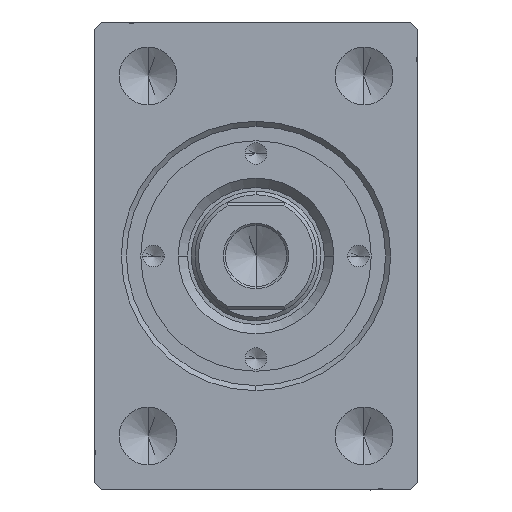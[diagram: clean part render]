
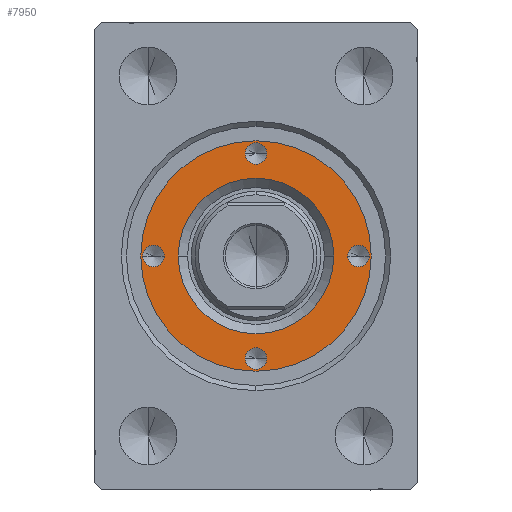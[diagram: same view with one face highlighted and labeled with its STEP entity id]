
A CAD part, left-side view. The second image highlights one B-rep face of the part: STEP entity #7950.
In plain terms, the highlighted face is planar.
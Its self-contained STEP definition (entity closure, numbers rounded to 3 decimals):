
#347 = ORIENTED_EDGE ( 'NONE', *, *, #12661, .F. ) ;
#712 = DIRECTION ( 'NONE',  ( 0., 0., 1. ) ) ;
#1315 = CIRCLE ( 'NONE', #37698, 16. ) ;
#1957 = ORIENTED_EDGE ( 'NONE', *, *, #29007, .F. ) ;
#1976 = DIRECTION ( 'NONE',  ( 0., 0., 1. ) ) ;
#2143 = CARTESIAN_POINT ( 'NONE',  ( 14.25, 0., 7. ) ) ;
#2145 = AXIS2_PLACEMENT_3D ( 'NONE', #28692, #11933, #42507 ) ;
#2787 = AXIS2_PLACEMENT_3D ( 'NONE', #25340, #29133, #32943 ) ;
#3246 = ORIENTED_EDGE ( 'NONE', *, *, #34730, .T. ) ;
#3501 = EDGE_LOOP ( 'NONE', ( #35759, #30280 ) ) ;
#4266 = CIRCLE ( 'NONE', #2145, 1.5 ) ;
#4497 = DIRECTION ( 'NONE',  ( 1., 0., 0. ) ) ;
#5890 = FACE_BOUND ( 'NONE', #18368, .T. ) ;
#6276 = CARTESIAN_POINT ( 'NONE',  ( -1.5, 14.25, 7. ) ) ;
#6981 = CARTESIAN_POINT ( 'NONE',  ( 0., 0., 7. ) ) ;
#7130 = AXIS2_PLACEMENT_3D ( 'NONE', #11772, #35910, #36582 ) ;
#7238 = ORIENTED_EDGE ( 'NONE', *, *, #28986, .F. ) ;
#7422 = DIRECTION ( 'NONE',  ( 1., 0., 0. ) ) ;
#7627 = CARTESIAN_POINT ( 'NONE',  ( 12.75, 0., 7. ) ) ;
#7846 = EDGE_CURVE ( 'NONE', #41467, #41229, #17733, .T. ) ;
#7950 = ADVANCED_FACE ( 'NONE', ( #21986, #5890, #29356, #15500, #12380, #32272 ), #39394, .T. ) ;
#8272 = CARTESIAN_POINT ( 'NONE',  ( 0., 0., 7. ) ) ;
#8915 = CIRCLE ( 'NONE', #22465, 1.5 ) ;
#9333 = CARTESIAN_POINT ( 'NONE',  ( -14.25, 0., 7. ) ) ;
#9734 = ORIENTED_EDGE ( 'NONE', *, *, #37325, .F. ) ;
#10751 = DIRECTION ( 'NONE',  ( 1., 0., 0. ) ) ;
#11006 = ORIENTED_EDGE ( 'NONE', *, *, #27753, .T. ) ;
#11772 = CARTESIAN_POINT ( 'NONE',  ( -14.25, 0., 7. ) ) ;
#11931 = CARTESIAN_POINT ( 'NONE',  ( 10.8, 0., 7. ) ) ;
#11933 = DIRECTION ( 'NONE',  ( 0., 0., 1. ) ) ;
#12380 = FACE_BOUND ( 'NONE', #22172, .T. ) ;
#12661 = EDGE_CURVE ( 'NONE', #37637, #16002, #43430, .T. ) ;
#13917 = DIRECTION ( 'NONE',  ( 0., 0., 1. ) ) ;
#14020 = EDGE_LOOP ( 'NONE', ( #34662, #11006 ) ) ;
#14099 = DIRECTION ( 'NONE',  ( 1., 0., 0. ) ) ;
#14183 = ORIENTED_EDGE ( 'NONE', *, *, #15276, .F. ) ;
#14188 = AXIS2_PLACEMENT_3D ( 'NONE', #30918, #14383, #37850 ) ;
#14383 = DIRECTION ( 'NONE',  ( 0., 0., 1. ) ) ;
#14694 = CIRCLE ( 'NONE', #15382, 10.8 ) ;
#15276 = EDGE_CURVE ( 'NONE', #26959, #26786, #4266, .T. ) ;
#15296 = CARTESIAN_POINT ( 'NONE',  ( 0., 0., 7. ) ) ;
#15382 = AXIS2_PLACEMENT_3D ( 'NONE', #34388, #24758, #34167 ) ;
#15500 = FACE_BOUND ( 'NONE', #33493, .T. ) ;
#15584 = DIRECTION ( 'NONE',  ( 1., 0., 0. ) ) ;
#15746 = DIRECTION ( 'NONE',  ( 0., 0., 1. ) ) ;
#15878 = EDGE_CURVE ( 'NONE', #25341, #30329, #36393, .T. ) ;
#16002 = VERTEX_POINT ( 'NONE', #20693 ) ;
#16004 = AXIS2_PLACEMENT_3D ( 'NONE', #6981, #13917, #7422 ) ;
#16191 = DIRECTION ( 'NONE',  ( 1., 0., 0. ) ) ;
#17733 = CIRCLE ( 'NONE', #37735, 1.5 ) ;
#18296 = CARTESIAN_POINT ( 'NONE',  ( 1.5, -14.25, 7. ) ) ;
#18329 = CARTESIAN_POINT ( 'NONE',  ( -16., 0., 7. ) ) ;
#18368 = EDGE_LOOP ( 'NONE', ( #7238, #347 ) ) ;
#19459 = CARTESIAN_POINT ( 'NONE',  ( -1.5, -14.25, 7. ) ) ;
#19470 = VERTEX_POINT ( 'NONE', #11931 ) ;
#19650 = AXIS2_PLACEMENT_3D ( 'NONE', #2143, #15746, #16191 ) ;
#20693 = CARTESIAN_POINT ( 'NONE',  ( 1.5, 14.25, 7. ) ) ;
#21162 = EDGE_CURVE ( 'NONE', #19470, #29877, #22982, .T. ) ;
#21429 = ORIENTED_EDGE ( 'NONE', *, *, #15878, .F. ) ;
#21562 = DIRECTION ( 'NONE',  ( 0., 0., -1. ) ) ;
#21986 = FACE_BOUND ( 'NONE', #32009, .T. ) ;
#22172 = EDGE_LOOP ( 'NONE', ( #23895, #3246 ) ) ;
#22465 = AXIS2_PLACEMENT_3D ( 'NONE', #37125, #30416, #10751 ) ;
#22982 = CIRCLE ( 'NONE', #30133, 10.8 ) ;
#23891 = CARTESIAN_POINT ( 'NONE',  ( -10.8, 0., 7. ) ) ;
#23895 = ORIENTED_EDGE ( 'NONE', *, *, #21162, .T. ) ;
#24758 = DIRECTION ( 'NONE',  ( 0., 0., -1. ) ) ;
#25314 = EDGE_CURVE ( 'NONE', #41229, #41467, #27496, .T. ) ;
#25340 = CARTESIAN_POINT ( 'NONE',  ( 0., 0., 7. ) ) ;
#25341 = VERTEX_POINT ( 'NONE', #36539 ) ;
#25479 = CARTESIAN_POINT ( 'NONE',  ( 16., 0., 7. ) ) ;
#25654 = CARTESIAN_POINT ( 'NONE',  ( 14.25, 0., 7. ) ) ;
#26786 = VERTEX_POINT ( 'NONE', #19459 ) ;
#26959 = VERTEX_POINT ( 'NONE', #18296 ) ;
#27416 = CARTESIAN_POINT ( 'NONE',  ( -15.75, 0., 7. ) ) ;
#27496 = CIRCLE ( 'NONE', #19650, 1.5 ) ;
#27753 = EDGE_CURVE ( 'NONE', #32645, #36102, #42375, .T. ) ;
#27941 = CARTESIAN_POINT ( 'NONE',  ( 0., 14.25, 7. ) ) ;
#28692 = CARTESIAN_POINT ( 'NONE',  ( 0., -14.25, 7. ) ) ;
#28986 = EDGE_CURVE ( 'NONE', #16002, #37637, #41719, .T. ) ;
#29007 = EDGE_CURVE ( 'NONE', #26786, #26959, #8915, .T. ) ;
#29133 = DIRECTION ( 'NONE',  ( 0., 0., 1. ) ) ;
#29356 = FACE_BOUND ( 'NONE', #3501, .T. ) ;
#29877 = VERTEX_POINT ( 'NONE', #23891 ) ;
#30133 = AXIS2_PLACEMENT_3D ( 'NONE', #15296, #21562, #35209 ) ;
#30280 = ORIENTED_EDGE ( 'NONE', *, *, #7846, .F. ) ;
#30329 = VERTEX_POINT ( 'NONE', #27416 ) ;
#30416 = DIRECTION ( 'NONE',  ( 0., 0., 1. ) ) ;
#30918 = CARTESIAN_POINT ( 'NONE',  ( 0., 14.25, 7. ) ) ;
#32009 = EDGE_LOOP ( 'NONE', ( #21429, #9734 ) ) ;
#32272 = FACE_OUTER_BOUND ( 'NONE', #14020, .T. ) ;
#32645 = VERTEX_POINT ( 'NONE', #25479 ) ;
#32943 = DIRECTION ( 'NONE',  ( 1., 0., 0. ) ) ;
#33493 = EDGE_LOOP ( 'NONE', ( #14183, #1957 ) ) ;
#33903 = AXIS2_PLACEMENT_3D ( 'NONE', #27941, #712, #14099 ) ;
#34167 = DIRECTION ( 'NONE',  ( 1., 0., 0. ) ) ;
#34388 = CARTESIAN_POINT ( 'NONE',  ( 0., 0., 7. ) ) ;
#34662 = ORIENTED_EDGE ( 'NONE', *, *, #40858, .T. ) ;
#34730 = EDGE_CURVE ( 'NONE', #29877, #19470, #14694, .T. ) ;
#35115 = DIRECTION ( 'NONE',  ( 0., 0., 1. ) ) ;
#35209 = DIRECTION ( 'NONE',  ( 1., 0., 0. ) ) ;
#35759 = ORIENTED_EDGE ( 'NONE', *, *, #25314, .F. ) ;
#35910 = DIRECTION ( 'NONE',  ( 0., 0., 1. ) ) ;
#36102 = VERTEX_POINT ( 'NONE', #18329 ) ;
#36393 = CIRCLE ( 'NONE', #7130, 1.5 ) ;
#36539 = CARTESIAN_POINT ( 'NONE',  ( -12.75, 0., 7. ) ) ;
#36582 = DIRECTION ( 'NONE',  ( 1., 0., 0. ) ) ;
#36603 = DIRECTION ( 'NONE',  ( 0., 0., 1. ) ) ;
#36873 = CIRCLE ( 'NONE', #38975, 1.5 ) ;
#37125 = CARTESIAN_POINT ( 'NONE',  ( 0., -14.25, 7. ) ) ;
#37325 = EDGE_CURVE ( 'NONE', #30329, #25341, #36873, .T. ) ;
#37637 = VERTEX_POINT ( 'NONE', #6276 ) ;
#37698 = AXIS2_PLACEMENT_3D ( 'NONE', #8272, #35115, #4497 ) ;
#37735 = AXIS2_PLACEMENT_3D ( 'NONE', #25654, #36603, #40368 ) ;
#37850 = DIRECTION ( 'NONE',  ( 1., 0., 0. ) ) ;
#38975 = AXIS2_PLACEMENT_3D ( 'NONE', #9333, #1976, #15584 ) ;
#39394 = PLANE ( 'NONE',  #2787 ) ;
#40368 = DIRECTION ( 'NONE',  ( 1., 0., 0. ) ) ;
#40858 = EDGE_CURVE ( 'NONE', #36102, #32645, #1315, .T. ) ;
#40978 = CARTESIAN_POINT ( 'NONE',  ( 15.75, 0., 7. ) ) ;
#41229 = VERTEX_POINT ( 'NONE', #40978 ) ;
#41467 = VERTEX_POINT ( 'NONE', #7627 ) ;
#41719 = CIRCLE ( 'NONE', #33903, 1.5 ) ;
#42375 = CIRCLE ( 'NONE', #16004, 16. ) ;
#42507 = DIRECTION ( 'NONE',  ( 1., 0., 0. ) ) ;
#43430 = CIRCLE ( 'NONE', #14188, 1.5 ) ;
